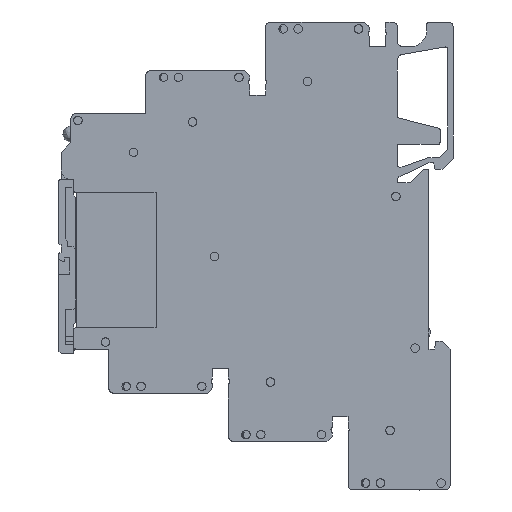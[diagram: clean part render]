
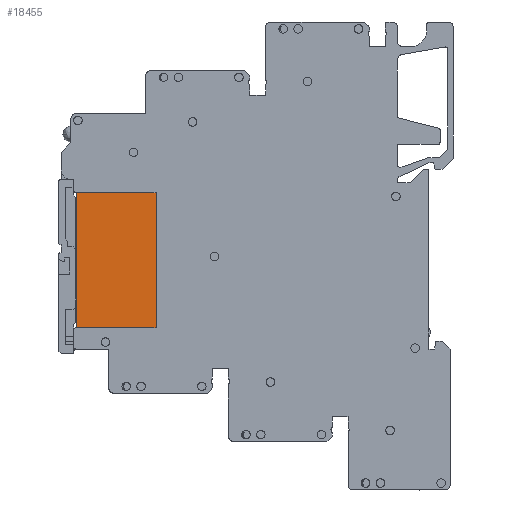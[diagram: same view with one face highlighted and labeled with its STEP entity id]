
A CAD part, left-side view. The second image highlights one B-rep face of the part: STEP entity #18455.
In plain terms, the highlighted planar face has unit normal (-1, 0, 0).
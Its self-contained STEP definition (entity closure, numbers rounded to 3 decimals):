
#368 = CARTESIAN_POINT ( 'NONE',  ( 0.5, 55.3, 11.9 ) ) ;
#369 = CARTESIAN_POINT ( 'NONE',  ( 0.5, 55.3, -13.5 ) ) ;
#949 = PLANE ( 'NONE',  #14165 ) ;
#950 = CARTESIAN_POINT ( 'NONE',  ( 0.5, 55.3, 11.9 ) ) ;
#951 = DIRECTION ( 'NONE',  ( 1., 0., 0. ) ) ;
#952 = DIRECTION ( 'NONE',  ( 0., 0., -1. ) ) ;
#6172 = VECTOR ( 'NONE', #6860, 1000. ) ;
#6419 = VECTOR ( 'NONE', #7949, 1000. ) ;
#6420 = VECTOR ( 'NONE', #7952, 1000. ) ;
#6421 = VECTOR ( 'NONE', #7955, 1000. ) ;
#6858 = LINE ( 'NONE', #6859, #6172 ) ;
#6859 = CARTESIAN_POINT ( 'NONE',  ( 0.5, 70.3, -0.8 ) ) ;
#6860 = DIRECTION ( 'NONE',  ( 0., 0., 1. ) ) ;
#7947 = LINE ( 'NONE', #7948, #6419 ) ;
#7948 = CARTESIAN_POINT ( 'NONE',  ( 0.5, 62.8, 11.9 ) ) ;
#7949 = DIRECTION ( 'NONE',  ( 0., 1., 0. ) ) ;
#7950 = LINE ( 'NONE', #7951, #6420 ) ;
#7951 = CARTESIAN_POINT ( 'NONE',  ( 0.5, 62.8, -13.5 ) ) ;
#7952 = DIRECTION ( 'NONE',  ( 0., -1., 0. ) ) ;
#7953 = LINE ( 'NONE', #7954, #6421 ) ;
#7954 = CARTESIAN_POINT ( 'NONE',  ( 0.5, 55.3, -0.8 ) ) ;
#7955 = DIRECTION ( 'NONE',  ( 0., 0., 1. ) ) ;
#12548 = CARTESIAN_POINT ( 'NONE',  ( 0.5, 70.3, -13.5 ) ) ;
#12549 = CARTESIAN_POINT ( 'NONE',  ( 0.5, 70.3, 11.9 ) ) ;
#14160 = FACE_OUTER_BOUND ( 'NONE', #19470, .T. ) ;
#14165 = AXIS2_PLACEMENT_3D ( 'NONE', #950, #951, #952 ) ;
#16654 = VERTEX_POINT ( 'NONE', #12548 ) ;
#16655 = VERTEX_POINT ( 'NONE', #12549 ) ;
#17275 = VERTEX_POINT ( 'NONE', #368 ) ;
#17276 = VERTEX_POINT ( 'NONE', #369 ) ;
#18455 = ADVANCED_FACE ( 'NONE', ( #14160 ), #949, .F. ) ;
#19278 = EDGE_CURVE ( 'NONE', #16654, #16655, #6858, .T. ) ;
#19470 = EDGE_LOOP ( 'NONE', ( #21241, #21243, #21242, #21245 ) ) ;
#20722 = EDGE_CURVE ( 'NONE', #17275, #16655, #7947, .T. ) ;
#20723 = EDGE_CURVE ( 'NONE', #16654, #17276, #7950, .T. ) ;
#20724 = EDGE_CURVE ( 'NONE', #17276, #17275, #7953, .T. ) ;
#21241 = ORIENTED_EDGE ( 'NONE', *, *, #20722, .T. ) ;
#21242 = ORIENTED_EDGE ( 'NONE', *, *, #20723, .T. ) ;
#21243 = ORIENTED_EDGE ( 'NONE', *, *, #19278, .F. ) ;
#21245 = ORIENTED_EDGE ( 'NONE', *, *, #20724, .T. ) ;
